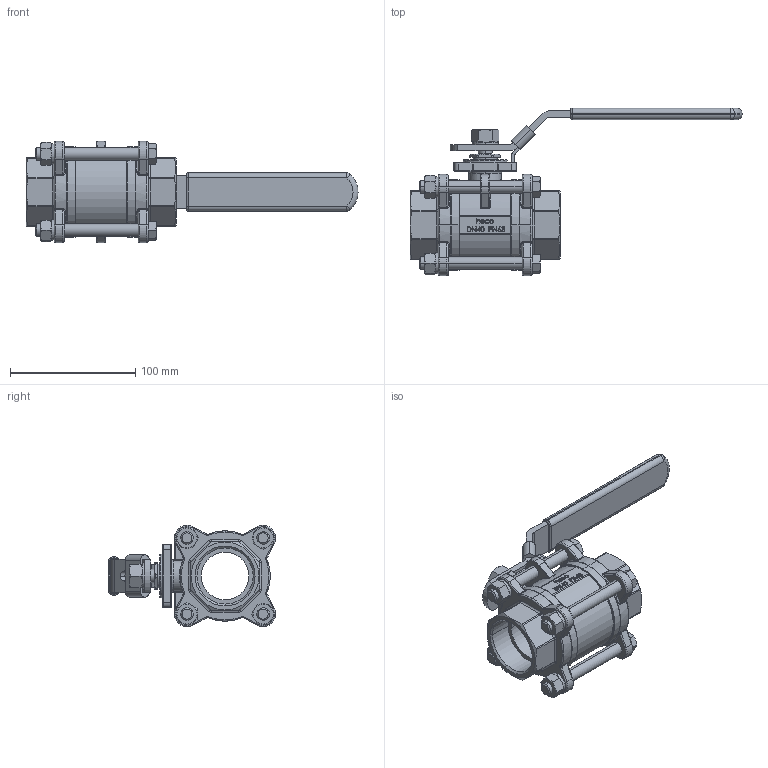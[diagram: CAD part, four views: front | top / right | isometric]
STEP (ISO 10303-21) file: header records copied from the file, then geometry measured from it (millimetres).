
FILE_DESCRIPTION (( 'STEP AP214' ), '1' );
FILE_NAME ('K3-112-0IG-4 Kugelhahn heco step214.STEP', '2011-02-17T14:56:49', ( 'Azubi CAD' ), ( 'heco GmbH' ), 'SwSTEP 2.0', 'SolidWorks 2005235', '' );
FILE_SCHEMA (( 'AUTOMOTIVE_DESIGN' ));
Length unit declared in the file: millimetre
Products named in the file (1): K3-112-0IG-4 Kugelhahn heco step214
Bounding box: 265 x 133.6 x 80.81 mm (x, y, z)
Volume: 396052.4 mm3; surface area: 95431.9 mm2
Topology: 1 solids, 1 shells, 1136 faces, 2773 edges, 1713 vertices
Faces by surface type: plane 407, cylinder 262, bspline 200, cone 128, torus 127, sphere 12
Entity records: 79746 total; most frequent: CARTESIAN_POINT 41781, ORIENTED_EDGE 5522, DIRECTION 4851, EDGE_CURVE 2761, AXIS2_PLACEMENT_3D 1781, VERTEX_POINT 1713, VECTOR 1289, LINE 1289
